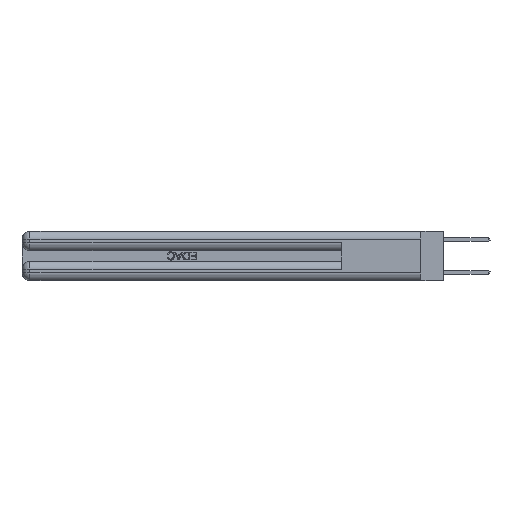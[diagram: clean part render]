
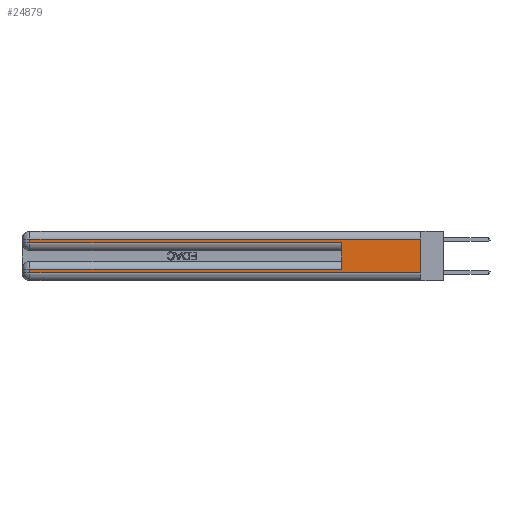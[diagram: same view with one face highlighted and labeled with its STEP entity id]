
A CAD part, left-side view. The second image highlights one B-rep face of the part: STEP entity #24879.
In plain terms, the highlighted planar face has unit normal (-1, 0, 0).
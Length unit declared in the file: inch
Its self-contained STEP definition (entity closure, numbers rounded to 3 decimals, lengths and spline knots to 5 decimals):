
#627 = VECTOR ( 'NONE', #24650, 39.37008 ) ;
#743 = CARTESIAN_POINT ( 'NONE',  ( 0., 0., 0.31 ) ) ;
#819 = VECTOR ( 'NONE', #7643, 39.37008 ) ;
#1146 = FACE_OUTER_BOUND ( 'NONE', #27274, .T. ) ;
#1612 = ORIENTED_EDGE ( 'NONE', *, *, #8245, .T. ) ;
#1770 = ORIENTED_EDGE ( 'NONE', *, *, #14290, .F. ) ;
#1979 = CARTESIAN_POINT ( 'NONE',  ( 0., 0., 0.06 ) ) ;
#3941 = ORIENTED_EDGE ( 'NONE', *, *, #5567, .T. ) ;
#3996 = DIRECTION ( 'NONE',  ( 0., 0., -1. ) ) ;
#4308 = CARTESIAN_POINT ( 'NONE',  ( 0., 0., 0.085 ) ) ;
#5567 = EDGE_CURVE ( 'NONE', #15881, #27637, #13070, .T. ) ;
#6109 = VECTOR ( 'NONE', #15225, 39.37008 ) ;
#6146 = LINE ( 'NONE', #14943, #24907 ) ;
#6429 = LINE ( 'NONE', #17251, #6109 ) ;
#6842 = CARTESIAN_POINT ( 'NONE',  ( 0., 0.6, 0.085 ) ) ;
#7158 = CARTESIAN_POINT ( 'NONE',  ( 0., 0., 0.37 ) ) ;
#7613 = DIRECTION ( 'NONE',  ( 1., 0., 0. ) ) ;
#7643 = DIRECTION ( 'NONE',  ( 0., 1., 0. ) ) ;
#8032 = CARTESIAN_POINT ( 'NONE',  ( 0., 2.94, 0.06 ) ) ;
#8245 = EDGE_CURVE ( 'NONE', #19113, #19433, #6429, .T. ) ;
#9045 = DIRECTION ( 'NONE',  ( 0., -1., 0. ) ) ;
#9338 = CARTESIAN_POINT ( 'NONE',  ( 0., 2.94, 0.285 ) ) ;
#9526 = LINE ( 'NONE', #743, #819 ) ;
#9753 = CARTESIAN_POINT ( 'NONE',  ( 0., 0., 0.285 ) ) ;
#10860 = CARTESIAN_POINT ( 'NONE',  ( 0., 0.6, 0.145 ) ) ;
#11384 = EDGE_CURVE ( 'NONE', #19433, #16811, #20556, .T. ) ;
#11788 = ORIENTED_EDGE ( 'NONE', *, *, #11384, .T. ) ;
#11976 = AXIS2_PLACEMENT_3D ( 'NONE', #16703, #7613, #16412 ) ;
#12929 = VERTEX_POINT ( 'NONE', #28201 ) ;
#13070 = LINE ( 'NONE', #1979, #25285 ) ;
#13663 = LINE ( 'NONE', #7158, #627 ) ;
#13882 = VERTEX_POINT ( 'NONE', #17407 ) ;
#13968 = EDGE_CURVE ( 'NONE', #13882, #27637, #13663, .T. ) ;
#14290 = EDGE_CURVE ( 'NONE', #16131, #16811, #19349, .T. ) ;
#14943 = CARTESIAN_POINT ( 'NONE',  ( 0., 2.94, 0.37 ) ) ;
#15225 = DIRECTION ( 'NONE',  ( 0., 0., -1. ) ) ;
#15881 = VERTEX_POINT ( 'NONE', #8032 ) ;
#16131 = VERTEX_POINT ( 'NONE', #6842 ) ;
#16412 = DIRECTION ( 'NONE',  ( 0., 0., -1. ) ) ;
#16703 = CARTESIAN_POINT ( 'NONE',  ( 0., 0., 0.37 ) ) ;
#16811 = VERTEX_POINT ( 'NONE', #25244 ) ;
#16872 = LINE ( 'NONE', #4308, #17016 ) ;
#17005 = DIRECTION ( 'NONE',  ( 0., 1., 0. ) ) ;
#17016 = VECTOR ( 'NONE', #17005, 39.37008 ) ;
#17251 = CARTESIAN_POINT ( 'NONE',  ( 0., 2.94, 0.37 ) ) ;
#17407 = CARTESIAN_POINT ( 'NONE',  ( 0., 0., 0.31 ) ) ;
#18843 = ORIENTED_EDGE ( 'NONE', *, *, #22212, .T. ) ;
#19113 = VERTEX_POINT ( 'NONE', #20608 ) ;
#19349 = LINE ( 'NONE', #10860, #22737 ) ;
#19433 = VERTEX_POINT ( 'NONE', #9338 ) ;
#20556 = LINE ( 'NONE', #9753, #24191 ) ;
#20608 = CARTESIAN_POINT ( 'NONE',  ( 0., 2.94, 0.31 ) ) ;
#20698 = DIRECTION ( 'NONE',  ( 0., -1., 0. ) ) ;
#22212 = EDGE_CURVE ( 'NONE', #13882, #19113, #9526, .T. ) ;
#22737 = VECTOR ( 'NONE', #24143, 39.37008 ) ;
#24010 = ORIENTED_EDGE ( 'NONE', *, *, #26581, .T. ) ;
#24143 = DIRECTION ( 'NONE',  ( 0., 0., 1. ) ) ;
#24191 = VECTOR ( 'NONE', #20698, 39.37008 ) ;
#24566 = EDGE_CURVE ( 'NONE', #16131, #12929, #16872, .T. ) ;
#24650 = DIRECTION ( 'NONE',  ( 0., 0., -1. ) ) ;
#24879 = ADVANCED_FACE ( 'NONE', ( #1146 ), #25388, .F. ) ;
#24907 = VECTOR ( 'NONE', #3996, 39.37008 ) ;
#25014 = ORIENTED_EDGE ( 'NONE', *, *, #24566, .T. ) ;
#25244 = CARTESIAN_POINT ( 'NONE',  ( 0., 0.6, 0.285 ) ) ;
#25285 = VECTOR ( 'NONE', #9045, 39.37008 ) ;
#25388 = PLANE ( 'NONE',  #11976 ) ;
#26581 = EDGE_CURVE ( 'NONE', #12929, #15881, #6146, .T. ) ;
#27001 = CARTESIAN_POINT ( 'NONE',  ( 0., 0., 0.06 ) ) ;
#27274 = EDGE_LOOP ( 'NONE', ( #27701, #18843, #1612, #11788, #1770, #25014, #24010, #3941 ) ) ;
#27637 = VERTEX_POINT ( 'NONE', #27001 ) ;
#27701 = ORIENTED_EDGE ( 'NONE', *, *, #13968, .F. ) ;
#28201 = CARTESIAN_POINT ( 'NONE',  ( 0., 2.94, 0.085 ) ) ;
